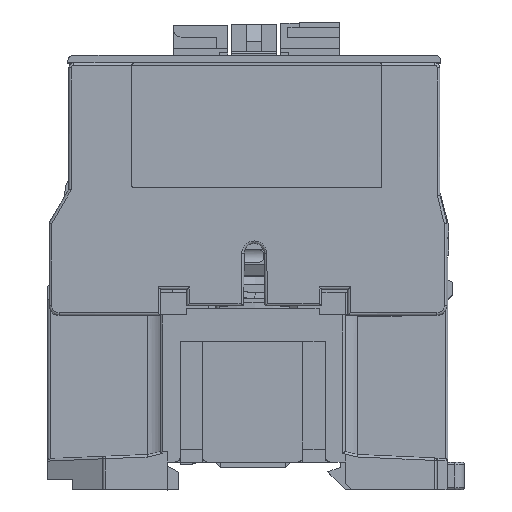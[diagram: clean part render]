
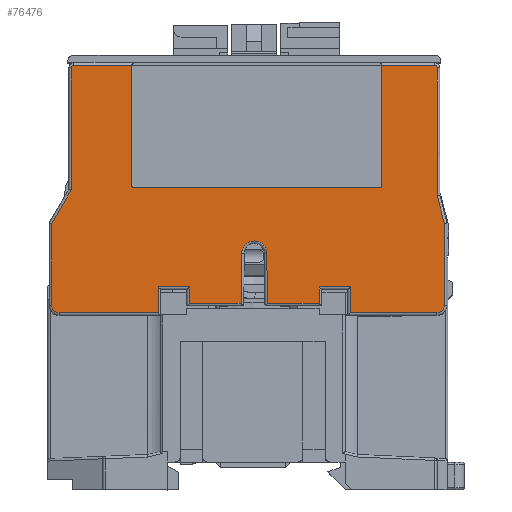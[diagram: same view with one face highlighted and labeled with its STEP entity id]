
A CAD part, top view. The second image highlights one B-rep face of the part: STEP entity #76476.
In plain terms, the highlighted planar face has unit normal (0, 0, 1).
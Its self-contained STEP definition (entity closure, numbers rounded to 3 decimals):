
#11773=CARTESIAN_POINT('',(-36.1,30.3,28.2));
#11774=DIRECTION('',(0.,0.,1.));
#11775=DIRECTION('',(0.,1.,0.));
#11776=AXIS2_PLACEMENT_3D('',#11773,#11774,#11775);
#11782=DIRECTION('',(-1.,0.,0.));
#11783=VECTOR('',#11782,11.6);
#11784=CARTESIAN_POINT('',(-24.5,30.8,28.2));
#11785=LINE('',#11784,#11783);
#11795=DIRECTION('',(-1.,0.,0.));
#11796=VECTOR('',#11795,10.6);
#11797=CARTESIAN_POINT('',(36.1,30.8,28.2));
#11798=LINE('',#11797,#11796);
#11821=DIRECTION('',(0.,-1.,0.));
#11822=VECTOR('',#11821,24.);
#11823=CARTESIAN_POINT('',(25.5,30.8,28.2));
#11824=LINE('',#11823,#11822);
#11825=DIRECTION('',(0.,-1.,0.));
#11826=VECTOR('',#11825,24.);
#11827=CARTESIAN_POINT('',(-24.5,30.8,28.2));
#11828=LINE('',#11827,#11826);
#11829=CARTESIAN_POINT('',(-24.,6.8,28.2));
#11830=DIRECTION('',(0.,0.,-1.));
#11831=DIRECTION('',(0.,-1.,0.));
#11832=AXIS2_PLACEMENT_3D('',#11829,#11830,#11831);
#11834=DIRECTION('',(-1.,0.,0.));
#11835=VECTOR('',#11834,49.);
#11836=CARTESIAN_POINT('',(25.,6.3,28.2));
#11837=LINE('',#11836,#11835);
#11838=CARTESIAN_POINT('',(25.,6.8,28.2));
#11839=DIRECTION('',(0.,0.,-1.));
#11840=DIRECTION('',(1.,0.,0.));
#11841=AXIS2_PLACEMENT_3D('',#11838,#11839,#11840);
#11853=CARTESIAN_POINT('',(36.1,30.3,28.2));
#11854=DIRECTION('',(0.,0.,1.));
#11855=DIRECTION('',(1.,0.,0.));
#11856=AXIS2_PLACEMENT_3D('',#11853,#11854,#11855);
#13941=DIRECTION('',(0.,1.,0.));
#13942=VECTOR('',#13941,25.563);
#13943=CARTESIAN_POINT('',(36.6,4.737,28.2));
#13944=LINE('',#13943,#13942);
#13962=DIRECTION('',(-0.247,0.969,0.));
#13963=VECTOR('',#13962,5.675);
#13964=CARTESIAN_POINT('',(38.,-0.763,28.2));
#13965=LINE('',#13964,#13963);
#14008=DIRECTION('',(0.,1.,0.));
#14009=VECTOR('',#14008,16.437);
#14010=CARTESIAN_POINT('',(38.,-17.2,28.2));
#14011=LINE('',#14010,#14009);
#14012=CARTESIAN_POINT('',(36.5,-17.2,28.2));
#14013=DIRECTION('',(0.,0.,1.));
#14014=DIRECTION('',(0.,-1.,0.));
#14015=AXIS2_PLACEMENT_3D('',#14012,#14013,#14014);
#14079=DIRECTION('',(1.,0.,0.));
#14080=VECTOR('',#14079,6.2);
#14081=CARTESIAN_POINT('',(13.,-13.5,28.2));
#14082=LINE('',#14081,#14080);
#14100=DIRECTION('',(0.,1.,0.));
#14101=VECTOR('',#14100,5.2);
#14102=CARTESIAN_POINT('',(19.2,-18.7,28.2));
#14103=LINE('',#14102,#14101);
#14121=DIRECTION('',(1.,0.,0.));
#14122=VECTOR('',#14121,17.3);
#14123=CARTESIAN_POINT('',(19.2,-18.7,28.2));
#14124=LINE('',#14123,#14122);
#14158=DIRECTION('',(0.,-1.,0.));
#14159=VECTOR('',#14158,3.3);
#14160=CARTESIAN_POINT('',(13.,-13.5,28.2));
#14161=LINE('',#14160,#14159);
#14215=DIRECTION('',(1.,0.,0.));
#14216=VECTOR('',#14215,10.357);
#14217=CARTESIAN_POINT('',(2.643,-16.8,28.2));
#14218=LINE('',#14217,#14216);
#14253=DIRECTION('',(0.014,-1.,0.));
#14254=VECTOR('',#14253,10.003);
#14255=CARTESIAN_POINT('',(2.5,-6.798,28.2));
#14256=LINE('',#14255,#14254);
#26628=DIRECTION('',(0.,-1.,0.));
#26629=VECTOR('',#26628,5.2);
#26630=CARTESIAN_POINT('',(-19.2,-13.5,28.2));
#26631=LINE('',#26630,#26629);
#26681=DIRECTION('',(1.,0.,0.));
#26682=VECTOR('',#26681,6.2);
#26683=CARTESIAN_POINT('',(-19.2,-13.5,28.2));
#26684=LINE('',#26683,#26682);
#26702=DIRECTION('',(0.,1.,0.));
#26703=VECTOR('',#26702,3.3);
#26704=CARTESIAN_POINT('',(-13.,-16.8,28.2));
#26705=LINE('',#26704,#26703);
#26738=DIRECTION('',(1.,0.,0.));
#26739=VECTOR('',#26738,10.357);
#26740=CARTESIAN_POINT('',(-13.,-16.8,28.2));
#26741=LINE('',#26740,#26739);
#26759=DIRECTION('',(0.014,1.,0.));
#26760=VECTOR('',#26759,10.003);
#26761=CARTESIAN_POINT('',(-2.643,-16.8,28.2));
#26762=LINE('',#26761,#26760);
#26780=CARTESIAN_POINT('',(0.,-6.8,28.2));
#26781=DIRECTION('',(0.,0.,-1.));
#26782=DIRECTION('',(-1.,0.,0.));
#26783=AXIS2_PLACEMENT_3D('',#26780,#26781,#26782);
#28327=DIRECTION('',(0.,-1.,0.));
#28328=VECTOR('',#28327,24.379);
#28329=CARTESIAN_POINT('',(-36.6,30.3,28.2));
#28330=LINE('',#28329,#28328);
#28331=DIRECTION('',(-0.5,-0.866,0.));
#28332=VECTOR('',#28331,7.8);
#28333=CARTESIAN_POINT('',(-36.6,5.921,28.2));
#28334=LINE('',#28333,#28332);
#28352=DIRECTION('',(0.,-1.,0.));
#28353=VECTOR('',#28352,16.366);
#28354=CARTESIAN_POINT('',(-40.5,-0.834,28.2));
#28355=LINE('',#28354,#28353);
#28373=CARTESIAN_POINT('',(-39.,-17.2,28.2));
#28374=DIRECTION('',(0.,0.,1.));
#28375=DIRECTION('',(-1.,0.,0.));
#28376=AXIS2_PLACEMENT_3D('',#28373,#28374,#28375);
#28402=DIRECTION('',(1.,0.,0.));
#28403=VECTOR('',#28402,19.8);
#28404=CARTESIAN_POINT('',(-39.,-18.7,28.2));
#28405=LINE('',#28404,#28403);
#50111=CARTESIAN_POINT('',(-13.,-16.8,28.2));
#50112=CARTESIAN_POINT('',(-13.,-13.5,28.2));
#50113=VERTEX_POINT('',#50111);
#50114=VERTEX_POINT('',#50112);
#50115=CARTESIAN_POINT('',(-2.643,-16.8,28.2));
#50116=VERTEX_POINT('',#50115);
#50119=CARTESIAN_POINT('',(-2.5,-6.798,28.2));
#50120=VERTEX_POINT('',#50119);
#50123=CARTESIAN_POINT('',(2.5,-6.8,28.2));
#50124=VERTEX_POINT('',#50123);
#50129=CARTESIAN_POINT('',(2.643,-16.8,28.2));
#50130=VERTEX_POINT('',#50129);
#50131=CARTESIAN_POINT('',(13.,-16.8,28.2));
#50132=VERTEX_POINT('',#50131);
#50135=CARTESIAN_POINT('',(13.,-13.5,28.2));
#50136=VERTEX_POINT('',#50135);
#50139=CARTESIAN_POINT('',(19.2,-13.5,28.2));
#50140=VERTEX_POINT('',#50139);
#50143=CARTESIAN_POINT('',(19.2,-18.7,28.2));
#50144=VERTEX_POINT('',#50143);
#50147=CARTESIAN_POINT('',(36.5,-18.7,28.2));
#50148=VERTEX_POINT('',#50147);
#50151=CARTESIAN_POINT('',(38.,-17.2,28.2));
#50152=VERTEX_POINT('',#50151);
#50157=CARTESIAN_POINT('',(38.,-0.763,28.2));
#50158=VERTEX_POINT('',#50157);
#50159=CARTESIAN_POINT('',(36.6,4.737,28.2));
#50160=VERTEX_POINT('',#50159);
#50163=CARTESIAN_POINT('',(36.6,30.3,28.2));
#50164=VERTEX_POINT('',#50163);
#50167=CARTESIAN_POINT('',(36.1,30.8,28.2));
#50168=VERTEX_POINT('',#50167);
#50169=CARTESIAN_POINT('',(-36.1,30.8,28.2));
#50170=CARTESIAN_POINT('',(-36.6,30.3,28.2));
#50171=VERTEX_POINT('',#50169);
#50172=VERTEX_POINT('',#50170);
#50177=CARTESIAN_POINT('',(-36.6,5.921,28.2));
#50178=VERTEX_POINT('',#50177);
#50179=CARTESIAN_POINT('',(-40.5,-0.834,28.2));
#50180=VERTEX_POINT('',#50179);
#50183=CARTESIAN_POINT('',(-40.5,-17.2,28.2));
#50184=VERTEX_POINT('',#50183);
#50187=CARTESIAN_POINT('',(-39.,-18.7,28.2));
#50188=VERTEX_POINT('',#50187);
#50191=CARTESIAN_POINT('',(-19.2,-18.7,28.2));
#50192=VERTEX_POINT('',#50191);
#50193=CARTESIAN_POINT('',(-19.2,-13.5,28.2));
#50194=VERTEX_POINT('',#50193);
#58577=CARTESIAN_POINT('',(25.5,30.8,28.2));
#58578=CARTESIAN_POINT('',(25.5,6.8,28.2));
#58579=VERTEX_POINT('',#58577);
#58580=VERTEX_POINT('',#58578);
#58581=CARTESIAN_POINT('',(25.,6.3,28.2));
#58582=VERTEX_POINT('',#58581);
#58583=CARTESIAN_POINT('',(-24.,6.3,28.2));
#58584=VERTEX_POINT('',#58583);
#58585=CARTESIAN_POINT('',(-24.5,6.8,28.2));
#58586=VERTEX_POINT('',#58585);
#58587=CARTESIAN_POINT('',(-24.5,30.8,28.2));
#58588=VERTEX_POINT('',#58587);
#76413=CARTESIAN_POINT('',(0.,0.,28.2));
#76414=DIRECTION('',(0.,0.,1.));
#76415=DIRECTION('',(1.,0.,0.));
#76416=AXIS2_PLACEMENT_3D('',#76413,#76414,#76415);
#76417=PLANE('',#76416);
#76418=ORIENTED_EDGE('',*,*,#76403,.F.);
#76419=ORIENTED_EDGE('',*,*,#76356,.F.);
#76421=ORIENTED_EDGE('',*,*,#76420,.F.);
#76423=ORIENTED_EDGE('',*,*,#76422,.F.);
#76425=ORIENTED_EDGE('',*,*,#76424,.F.);
#76427=ORIENTED_EDGE('',*,*,#76426,.F.);
#76429=ORIENTED_EDGE('',*,*,#76428,.F.);
#76431=ORIENTED_EDGE('',*,*,#76430,.F.);
#76433=ORIENTED_EDGE('',*,*,#76432,.T.);
#76435=ORIENTED_EDGE('',*,*,#76434,.F.);
#76437=ORIENTED_EDGE('',*,*,#76436,.T.);
#76439=ORIENTED_EDGE('',*,*,#76438,.F.);
#76441=ORIENTED_EDGE('',*,*,#76440,.F.);
#76443=ORIENTED_EDGE('',*,*,#76442,.F.);
#76445=ORIENTED_EDGE('',*,*,#76444,.F.);
#76447=ORIENTED_EDGE('',*,*,#76446,.F.);
#76449=ORIENTED_EDGE('',*,*,#76448,.T.);
#76451=ORIENTED_EDGE('',*,*,#76450,.F.);
#76453=ORIENTED_EDGE('',*,*,#76452,.T.);
#76455=ORIENTED_EDGE('',*,*,#76454,.F.);
#76457=ORIENTED_EDGE('',*,*,#76456,.F.);
#76459=ORIENTED_EDGE('',*,*,#76458,.F.);
#76461=ORIENTED_EDGE('',*,*,#76460,.F.);
#76463=ORIENTED_EDGE('',*,*,#76462,.F.);
#76464=ORIENTED_EDGE('',*,*,#76329,.F.);
#76465=ORIENTED_EDGE('',*,*,#76350,.F.);
#76467=ORIENTED_EDGE('',*,*,#76466,.T.);
#76469=ORIENTED_EDGE('',*,*,#76468,.F.);
#76471=ORIENTED_EDGE('',*,*,#76470,.F.);
#76473=ORIENTED_EDGE('',*,*,#76472,.F.);
#76474=EDGE_LOOP('',(#76418,#76419,#76421,#76423,#76425,#76427,#76429,#76431,
#76433,#76435,#76437,#76439,#76441,#76443,#76445,#76447,#76449,#76451,#76453,
#76455,#76457,#76459,#76461,#76463,#76464,#76465,#76467,#76469,#76471,#76473));
#76475=FACE_OUTER_BOUND('',#76474,.F.);
#76476=ADVANCED_FACE('',(#76475),#76417,.T.);
#11777=CIRCLE('',#11776,0.5);
#11833=CIRCLE('',#11832,0.5);
#11842=CIRCLE('',#11841,0.5);
#11857=CIRCLE('',#11856,0.5);
#14016=CIRCLE('',#14015,1.5);
#26784=CIRCLE('',#26783,2.5);
#28377=CIRCLE('',#28376,1.5);
#76329=EDGE_CURVE('',#50171,#50172,#11777,.T.);
#76350=EDGE_CURVE('',#58588,#50171,#11785,.T.);
#76356=EDGE_CURVE('',#50168,#58579,#11798,.T.);
#76403=EDGE_CURVE('',#58579,#58580,#11824,.T.);
#76420=EDGE_CURVE('',#50164,#50168,#11857,.T.);
#76422=EDGE_CURVE('',#50160,#50164,#13944,.T.);
#76424=EDGE_CURVE('',#50158,#50160,#13965,.T.);
#76426=EDGE_CURVE('',#50152,#50158,#14011,.T.);
#76428=EDGE_CURVE('',#50148,#50152,#14016,.T.);
#76430=EDGE_CURVE('',#50144,#50148,#14124,.T.);
#76432=EDGE_CURVE('',#50144,#50140,#14103,.T.);
#76434=EDGE_CURVE('',#50136,#50140,#14082,.T.);
#76436=EDGE_CURVE('',#50136,#50132,#14161,.T.);
#76438=EDGE_CURVE('',#50130,#50132,#14218,.T.);
#76440=EDGE_CURVE('',#50124,#50130,#14256,.T.);
#76442=EDGE_CURVE('',#50120,#50124,#26784,.T.);
#76444=EDGE_CURVE('',#50116,#50120,#26762,.T.);
#76446=EDGE_CURVE('',#50113,#50116,#26741,.T.);
#76448=EDGE_CURVE('',#50113,#50114,#26705,.T.);
#76450=EDGE_CURVE('',#50194,#50114,#26684,.T.);
#76452=EDGE_CURVE('',#50194,#50192,#26631,.T.);
#76454=EDGE_CURVE('',#50188,#50192,#28405,.T.);
#76456=EDGE_CURVE('',#50184,#50188,#28377,.T.);
#76458=EDGE_CURVE('',#50180,#50184,#28355,.T.);
#76460=EDGE_CURVE('',#50178,#50180,#28334,.T.);
#76462=EDGE_CURVE('',#50172,#50178,#28330,.T.);
#76466=EDGE_CURVE('',#58588,#58586,#11828,.T.);
#76468=EDGE_CURVE('',#58584,#58586,#11833,.T.);
#76470=EDGE_CURVE('',#58582,#58584,#11837,.T.);
#76472=EDGE_CURVE('',#58580,#58582,#11842,.T.);
